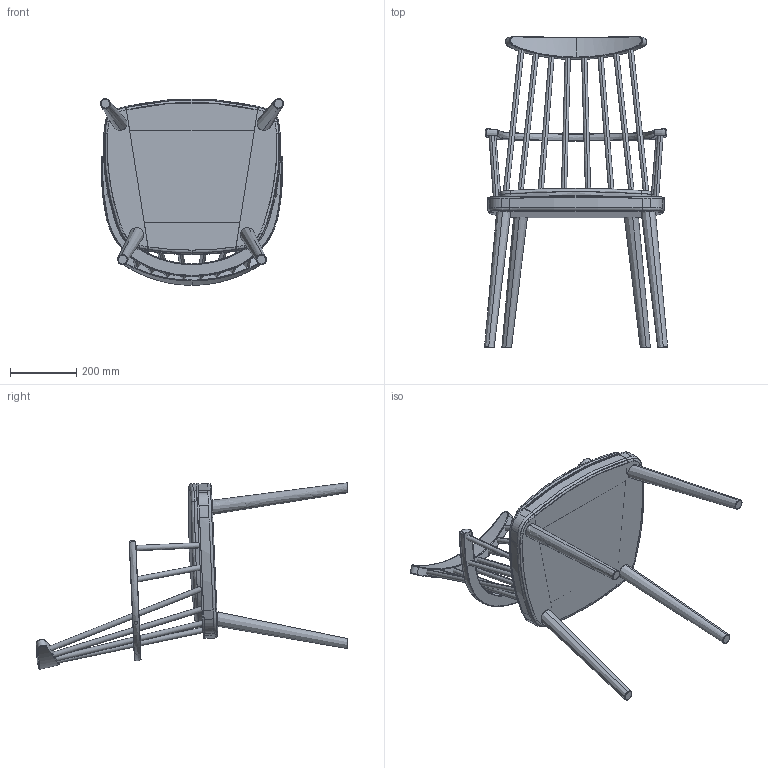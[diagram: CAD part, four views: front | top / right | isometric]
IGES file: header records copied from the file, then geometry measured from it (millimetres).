
Start section: SolidWorks IGES file using analytic representation for surfaces
Global section: file name: 3D Cadeirão BAMBA A387C UW.IGS; native system: SolidWorks 2018; preprocessor: SolidWorks 2018; author: Adao; date: 180724.180818; units: millimetre
Bounding box: 554.3 x 943.02 x 564.56 mm (x, y, z)
Surface area: 2300189.7 mm2 (no closed solid volume)
Topology: 0 solids, 0 shells, 298 faces, 4534 edges, 4533 vertices
Faces by surface type: bspline 189, revolution 109
